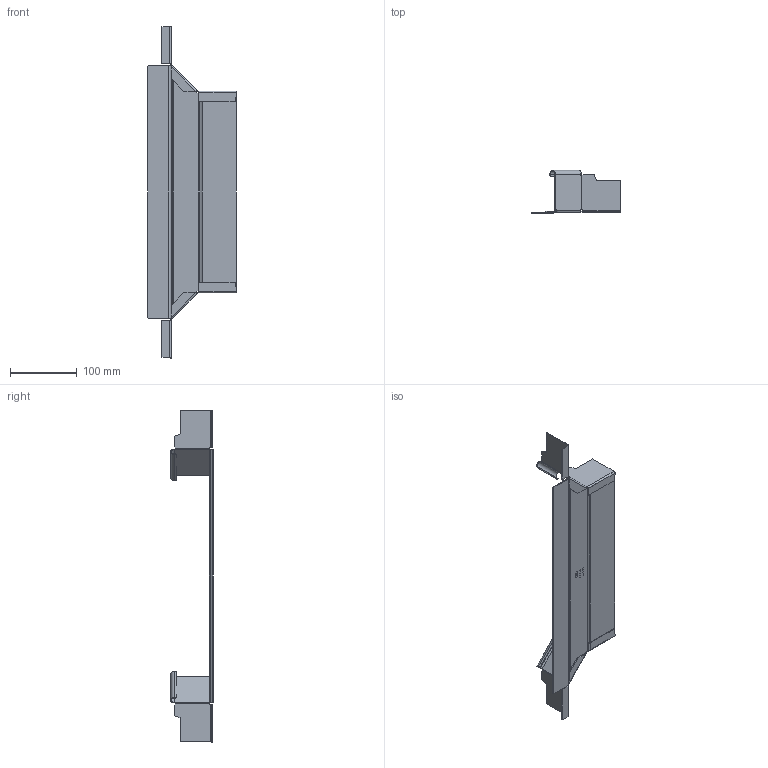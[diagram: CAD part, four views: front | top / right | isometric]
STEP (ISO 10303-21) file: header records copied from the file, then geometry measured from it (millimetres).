
FILE_DESCRIPTION((''),'2;1');
FILE_NAME('6041236_ASM','2012-10-04T',('AndreasKeweloh'),(''),'PRO/ENGINEER BY PARAMETRIC TECHNOLOGY CORPORATION, 2012230','PRO/ENGINEER BY PARAMETRIC TECHNOLOGY CORPORATION, 2012230','');
FILE_SCHEMA(('CONFIG_CONTROL_DESIGN'));
Length unit declared in the file: millimetre
Products named in the file (3): 6041236_INNENHOLM60; 6041236_BODEN_RAAM_300; 6041236_ASM
Assembly tree (3 placements, depth 2):
  6041236_ASM
    6041236_INNENHOLM60  x2
    6041236_BODEN_RAAM_300
Bounding box: 133.5 x 64.45 x 499.2 mm (x, y, z)
Volume: 87995.6 mm3; surface area: 143536.6 mm2
Topology: 3 solids, 3 shells, 400 faces, 1011 edges, 637 vertices
Faces by surface type: plane 252, cylinder 74, extrusion 52, bspline 22
Entity records: 11928 total; most frequent: CARTESIAN_POINT 4376, ORIENTED_EDGE 1628, DIRECTION 1338, EDGE_CURVE 814, VECTOR 648, LINE 596, VERTEX_POINT 521, AXIS2_PLACEMENT_3D 345
